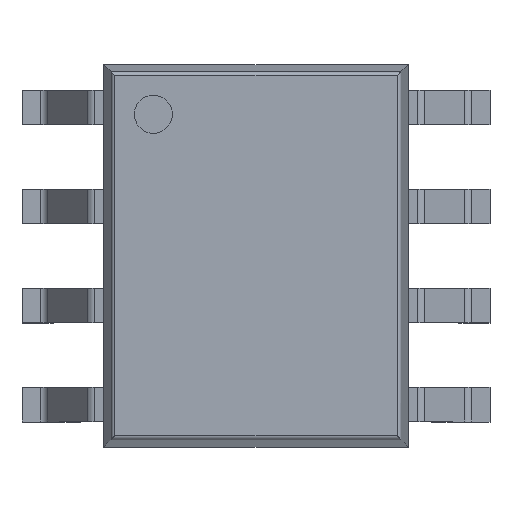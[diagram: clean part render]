
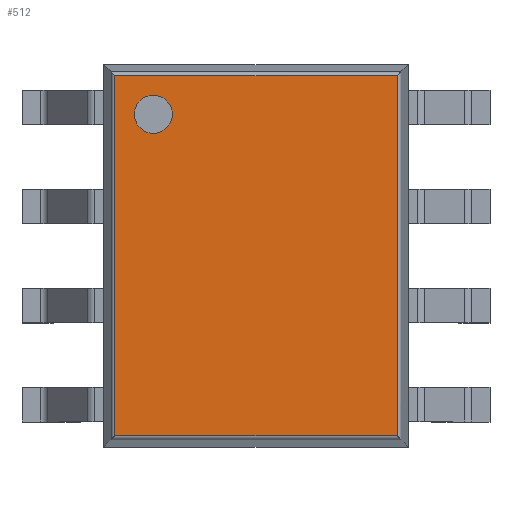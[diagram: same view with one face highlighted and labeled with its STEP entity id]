
A CAD part, top view. The second image highlights one B-rep face of the part: STEP entity #512.
In plain terms, the highlighted planar face has unit normal (0, 0, 1).
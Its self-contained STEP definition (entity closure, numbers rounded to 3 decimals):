
#418=VERTEX_POINT('',#419);
#419=CARTESIAN_POINT('',(-1.809,-2.309,1.7));
#426=EDGE_CURVE('',#418,#427,#429,.T.);
#427=VERTEX_POINT('',#428);
#428=CARTESIAN_POINT('',(-1.809,2.309,1.7));
#429=LINE('',#430,#431);
#430=CARTESIAN_POINT('',(-1.809,-2.353,1.7));
#431=VECTOR('',#432,1.0);
#432=DIRECTION('',(0.0,1.0,0.0));
#493=VERTEX_POINT('',#494);
#494=CARTESIAN_POINT('',(1.809,-2.309,1.7));
#501=EDGE_CURVE('',#493,#418,#502,.F.);
#502=LINE('',#503,#504);
#503=CARTESIAN_POINT('',(-1.853,-2.309,1.7));
#504=VECTOR('',#505,1.0);
#505=DIRECTION('',(1.0,0.0,0.0));
#512=ADVANCED_FACE('',(#513,#531),#542,.T.);
#513=FACE_BOUND('',#514,.T.);
#514=EDGE_LOOP('',(#515,#516,#517,#525));
#515=ORIENTED_EDGE('',*,*,#426,.F.);
#516=ORIENTED_EDGE('',*,*,#501,.F.);
#517=ORIENTED_EDGE('',*,*,#518,.T.);
#518=EDGE_CURVE('',#493,#519,#521,.T.);
#519=VERTEX_POINT('',#520);
#520=CARTESIAN_POINT('',(1.809,2.309,1.7));
#521=LINE('',#522,#523);
#522=CARTESIAN_POINT('',(1.809,-2.353,1.7));
#523=VECTOR('',#524,1.0);
#524=DIRECTION('',(0.0,1.0,0.0));
#525=ORIENTED_EDGE('',*,*,#526,.T.);
#526=EDGE_CURVE('',#519,#427,#527,.F.);
#527=LINE('',#528,#529);
#528=CARTESIAN_POINT('',(-1.853,2.309,1.7));
#529=VECTOR('',#530,1.0);
#530=DIRECTION('',(1.0,0.0,0.0));
#531=FACE_BOUND('',#532,.T.);
#532=EDGE_LOOP('',(#533));
#533=ORIENTED_EDGE('',*,*,#534,.T.);
#534=EDGE_CURVE('',#535,#535,#537,.F.);
#535=VERTEX_POINT('',#536);
#536=CARTESIAN_POINT('',(-1.071,1.815,1.7));
#537=CIRCLE('',#538,0.244);
#538=AXIS2_PLACEMENT_3D('',#539,#540,#541);
#539=CARTESIAN_POINT('',(-1.315,1.815,1.7));
#540=DIRECTION('',(0.0,0.0,1.0));
#541=DIRECTION('',(1.0,0.0,0.0));
#542=PLANE('',#543);
#543=AXIS2_PLACEMENT_3D('',#544,#545,#546);
#544=CARTESIAN_POINT('',(-1.95,-2.45,1.7));
#545=DIRECTION('',(0.0,0.0,1.0));
#546=DIRECTION('',(1.0,0.0,0.0));
